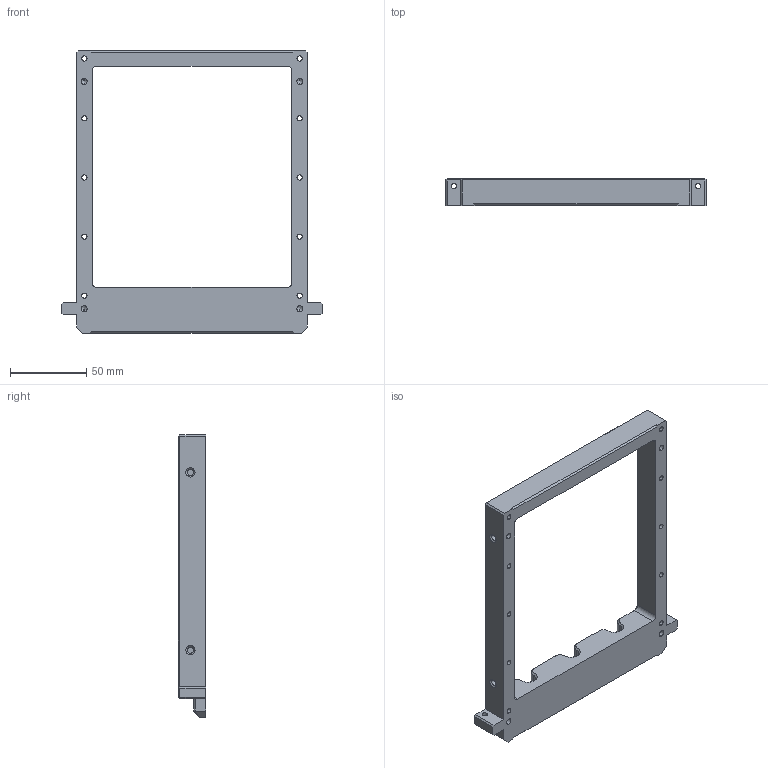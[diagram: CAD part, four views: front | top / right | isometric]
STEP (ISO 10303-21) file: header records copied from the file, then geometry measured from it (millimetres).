
FILE_DESCRIPTION (( 'STEP AP214' ), '1' );
FILE_NAME ('Fiber_Suport_v2_bottom.STEP', '2026-01-12T12:43:34', ( '' ), ( '' ), 'SwSTEP 2.0', 'SolidWorks 2026', '' );
FILE_SCHEMA (( 'AUTOMOTIVE_DESIGN' ));
Length unit declared in the file: millimetre
Products named in the file (1): Fiber_Suport_v2_bottom
Bounding box: 171 x 18 x 185 mm (x, y, z)
Volume: 137252.8 mm3; surface area: 42597.2 mm2
Topology: 1 solids, 1 shells, 181 faces, 439 edges, 270 vertices
Faces by surface type: cylinder 79, plane 73, cone 29
Entity records: 5315 total; most frequent: DIRECTION 974, CARTESIAN_POINT 883, ORIENTED_EDGE 862, EDGE_CURVE 431, AXIS2_PLACEMENT_3D 361, VERTEX_POINT 270, VECTOR 252, LINE 252
